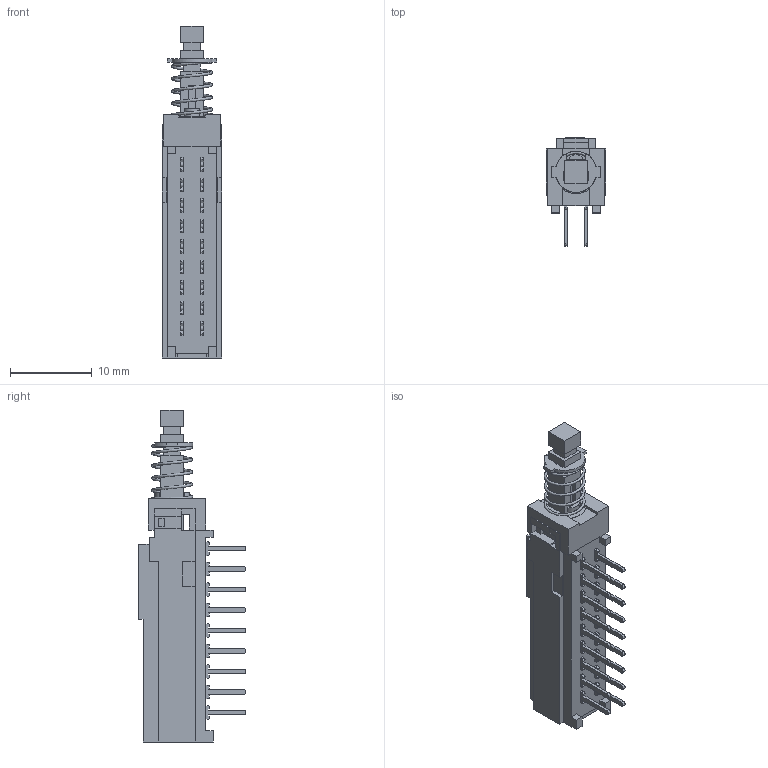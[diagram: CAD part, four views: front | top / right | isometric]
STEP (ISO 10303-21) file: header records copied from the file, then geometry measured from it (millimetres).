
FILE_DESCRIPTION(/* description */ (''),/* implementation_level */ '2;1');
FILE_NAME(/* name */ 'PBH6UxxNAGVX.stp',/* time_stamp */ '2025-05-28T10:53:42-05:00',/* author */ ('mroman'),/* organization */ (''),/* preprocessor_version */ 'ST-DEVELOPER v18.1',/* originating_system */ 'Autodesk Inventor 2022',/* authorisation */ '');
FILE_SCHEMA (('AUTOMOTIVE_DESIGN { 1 0 10303 214 3 1 1 }'));
Length unit declared in the file: centimetre
Products named in the file (1): PBH6UxxNAGVX
Bounding box: 7.3 x 13.15 x 40.5 mm (x, y, z)
Volume: 1041.6 mm3; surface area: 2152.6 mm2
Topology: 1 solids, 1 shells, 446 faces, 1282 edges, 841 vertices
Faces by surface type: plane 379, cylinder 66, bspline 1
Entity records: 15443 total; most frequent: CARTESIAN_POINT 3625, ORIENTED_EDGE 2564, DIRECTION 2276, EDGE_CURVE 1282, LINE 1116, VECTOR 1116, VERTEX_POINT 841, AXIS2_PLACEMENT_3D 580
